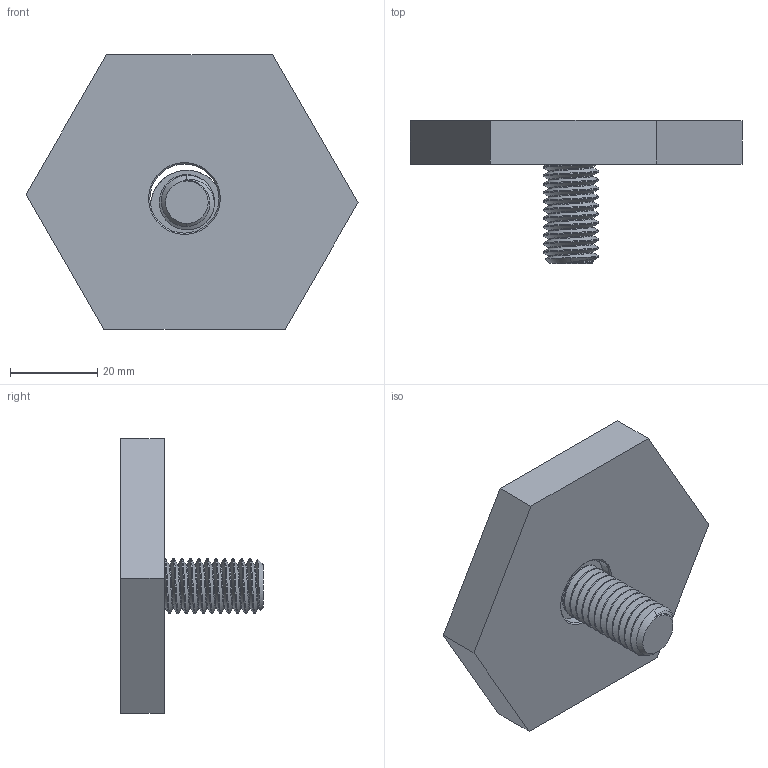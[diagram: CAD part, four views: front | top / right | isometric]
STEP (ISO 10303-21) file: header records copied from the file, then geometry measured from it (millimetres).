
FILE_DESCRIPTION (( 'STEP AP214' ), '1' );
FILE_NAME ('90140_Miteebite.STEP', '2021-10-20T20:31:08', ( '' ), ( '' ), 'SwSTEP 2.0', 'SolidWorks 2021', '' );
FILE_SCHEMA (( 'AUTOMOTIVE_DESIGN' ));
Length unit declared in the file: inch
Products named in the file (3): 901401_901401; 10374_10374; 90140_Miteebite
Assembly tree (2 placements, depth 2):
  90140_Miteebite
    901401_901401
    10374_10374
Bounding box: 76.21 x 32.77 x 63 mm (x, y, z)
Volume: 38068.3 mm3; surface area: 12094.4 mm2
Topology: 2 solids, 2 shells, 225 faces, 593 edges, 390 vertices
Faces by surface type: plane 108, bspline 70, cylinder 31, cone 14, sphere 2
Entity records: 13412 total; most frequent: CARTESIAN_POINT 8368, ORIENTED_EDGE 1186, DIRECTION 735, EDGE_CURVE 593, VERTEX_POINT 390, LINE 357, VECTOR 357, EDGE_LOOP 245
